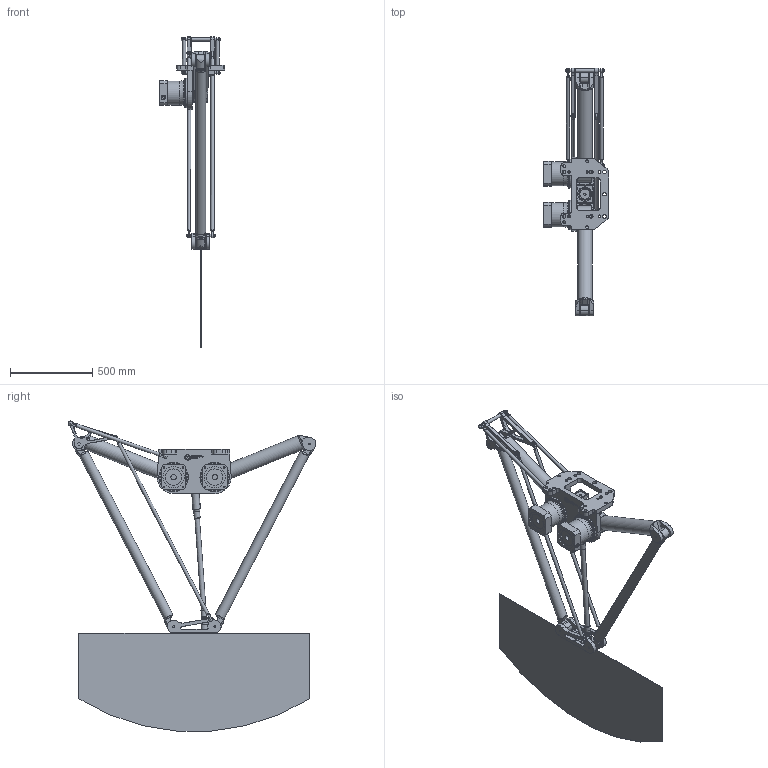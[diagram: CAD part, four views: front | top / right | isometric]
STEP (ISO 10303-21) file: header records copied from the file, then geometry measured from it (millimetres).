
FILE_DESCRIPTION(/* description */ (''),/* implementation_level */ '2;1');
FILE_NAME(/* name */ '3D-model_A_00926-T1.stp',/* time_stamp */ '2025-03-12T14:53:17+01:00',/* author */ ('michael.schutter'),/* organization */ ('Majatronic'),/* preprocessor_version */ 'ST-DEVELOPER v19.2',/* originating_system */ 'Autodesk Inventor 2023',/* authorisation */ '');
FILE_SCHEMA (('AUTOMOTIVE_DESIGN { 1 0 10303 214 3 1 1 }'));
Products named in the file (17): MT_BGR00021628MT_BGR; MT_BGR00021631MT_BGR; MT_WST00068498MT_WST; MT_WST00066994MT_WST; MT_WST00068559MT_WST; MT_WST00068495MT_WST; MT_WST00068484MT_WST; MT_WST00068485MT_WST; MT_WST00068483MT_WST; MT_WST00063602MT_WST; MT_WST00068486MT_WST; MT_WST00068487MT_WST; MT_WST00068491MT_WST; MT_WST00068492MT_WST; MT_WST00068499MT_WST; MT_WST00068500MT_WST; MT_WST00068466MT_WST
Assembly tree (20 placements, depth 3):
  MT_BGR00021628MT_BGR
    MT_BGR00021631MT_BGR
      MT_WST00068498MT_WST
      MT_WST00066994MT_WST
      MT_WST00068559MT_WST  x2
    MT_WST00068495MT_WST
    MT_WST00068483MT_WST  x2
    MT_WST00068484MT_WST
    MT_WST00068485MT_WST
    MT_WST00068486MT_WST  x2
    MT_WST00063602MT_WST
    MT_WST00068487MT_WST  x2
    MT_WST00068491MT_WST
    MT_WST00068492MT_WST
    MT_WST00068499MT_WST
    MT_WST00068500MT_WST
    MT_WST00068466MT_WST
Bounding box: 395.5 x 1505.47 x 1884.31 mm (x, y, z)
Volume: 33774007.5 mm3; surface area: 4227826.8 mm2
Topology: 19 solids, 23 shells, 2390 faces, 5542 edges, 3547 vertices
Faces by surface type: plane 1122, cylinder 808, cone 319, torus 105, bspline 26, sphere 10
Full cylindrical faces by diameter (mm): 4 x16, 4.134 x6, 4.35 x8, 4.5 x8, 4.917 x18, 5 x6, 6 x48, 6.6 x48, 7 x8, 8 x3, 8.376 x38, 9.8 x1, 10 x111, 12 x5, 14 x2, 15 x5, 17.294 x8, 18 x16, 19.7 x1, 20 x19, 22 x7, 25 x2, 26 x2, 28 x3, 32 x10, 33 x1, 36 x1, 40 x6, 44 x2, 45 x1
Entity records: 65290 total; most frequent: CARTESIAN_POINT 15101, DIRECTION 10567, ORIENTED_EDGE 9390, EDGE_CURVE 4695, AXIS2_PLACEMENT_3D 3964, VERTEX_POINT 3041, LINE 2639, VECTOR 2639
